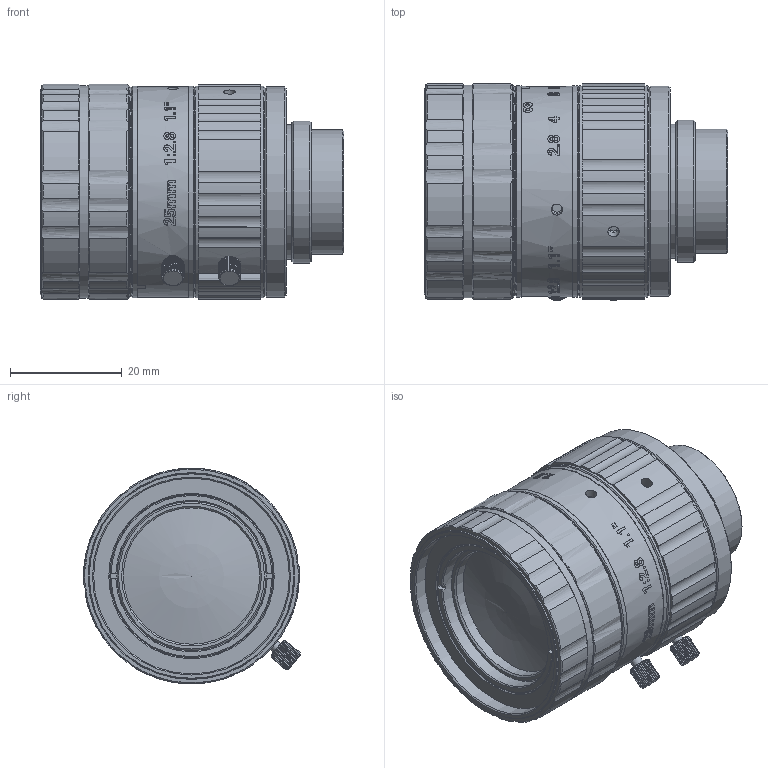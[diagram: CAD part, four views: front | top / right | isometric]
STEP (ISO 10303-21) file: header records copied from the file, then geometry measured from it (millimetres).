
FILE_DESCRIPTION(('STEP AP214'),'1');
FILE_NAME('SM2528M-12MP.stp','2024-05-15T07:06:50',(' '),(' '),'Spatial InterOp 3D',' ',' ');
FILE_SCHEMA(('AUTOMOTIVE_DESIGN { 1 0 10303 214 1 1 1 1 }'));
Length unit declared in the file: metre
Products named in the file (2): SM2528M-12MP; Component1
Assembly tree (1 placements, depth 2):
  SM2528M-12MP
    Component1
Bounding box: 54.29 x 38.78 x 38.59 mm (x, y, z)
Volume: 49006.1 mm3; surface area: 12692.6 mm2
Topology: 1 solids, 1 shells, 1226 faces, 3523 edges, 2253 vertices
Faces by surface type: plane 422, bspline 410, cylinder 151, revolution 142, cone 101
Full cylindrical faces by diameter (mm): 2 x6, 2.9 x3, 20.6 x1, 22.2 x1, 24 x1, 24.4 x1, 25.4 x1, 26.7 x1, 29.2 x2, 35 x2, 36.8 x1, 37 x1, 37.599 x1, 37.6 x1, 37.8 x5, 38 x1
Entity records: 55346 total; most frequent: CARTESIAN_POINT 20619, ORIENTED_EDGE 6636, EDGE_CURVE 3318, DIRECTION 2656, B_SPLINE_CURVE_WITH_KNOTS 2516, VERTEX_POINT 2229, EDGE_LOOP 1361, FACE_OUTER_BOUND 1268
